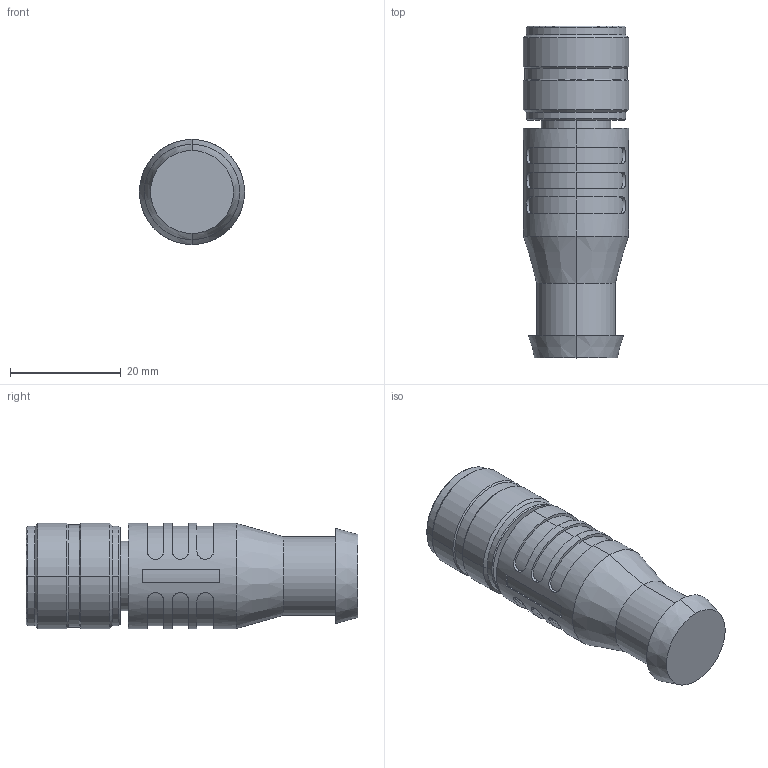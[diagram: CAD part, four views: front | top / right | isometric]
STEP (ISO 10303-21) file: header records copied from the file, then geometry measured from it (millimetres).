
FILE_DESCRIPTION (( 'STEP AP203' ), '1' );
FILE_NAME ('DNK14-¡ÁP00.STEP', '2020-06-28T03:47:45', ( 'Windows' ), ( 'Microsoft' ), 'SwSTEP 2.0', 'SolidWorks 2017', '' );
FILE_SCHEMA (( 'CONFIG_CONTROL_DESIGN' ));
Length unit declared in the file: millimetre
Products named in the file (1): DNK14-℅P00
Bounding box: 19 x 60 x 19 mm (x, y, z)
Volume: 15559.5 mm3; surface area: 7378.2 mm2
Topology: 2 solids, 2 shells, 295 faces, 801 edges, 524 vertices
Faces by surface type: cylinder 153, plane 116, cone 21, torus 3, bspline 2
Entity records: 11098 total; most frequent: CARTESIAN_POINT 3321, DIRECTION 1668, ORIENTED_EDGE 1602, EDGE_CURVE 801, AXIS2_PLACEMENT_3D 643, VERTEX_POINT 524, VECTOR 382, LINE 382
